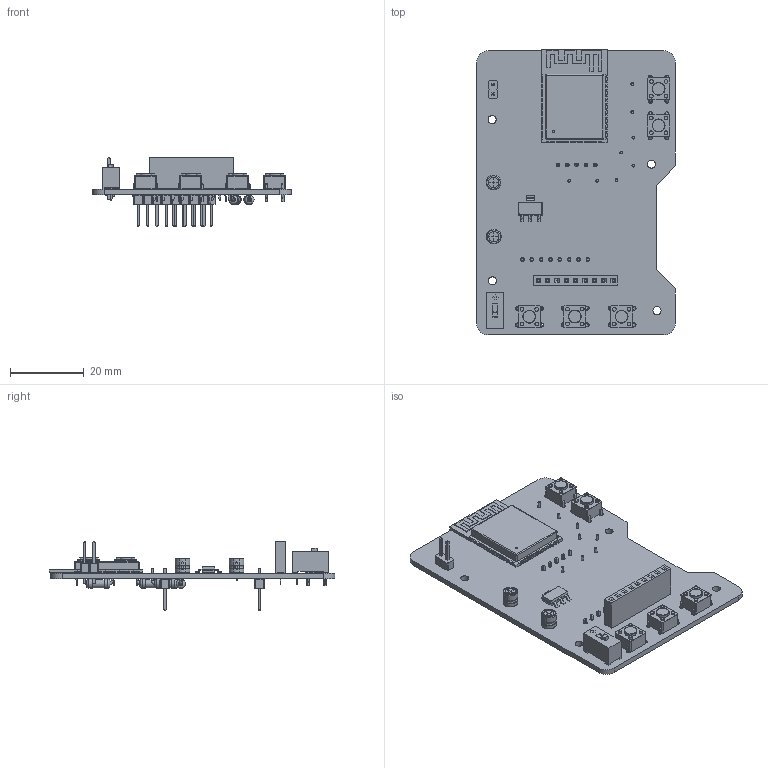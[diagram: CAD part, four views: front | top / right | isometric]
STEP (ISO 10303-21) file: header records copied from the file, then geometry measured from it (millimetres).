
FILE_DESCRIPTION(('KiCad electronic assembly'),'2;1');
FILE_NAME('IRview.step','2025-07-26T16:47:32',('Pcbnew'),('Kicad'), 'Open CASCADE STEP processor 7.9','KiCad to STEP converter','Unknown' );
FILE_SCHEMA(('AUTOMOTIVE_DESIGN { 1 0 10303 214 1 1 1 1 }'));
Length unit declared in the file: millimetre
Products named in the file (13): IRview 1; SW_DIP_SPSTx01_Slide_9.78x4.72mm_W7.62mm_P2.54mm; ESP32-S3-WROOM-1; CP_Radial_D4.0mm_P2.00mm; SW_PUSH_6mm; SW_PUSH_6mm_H4.3mm; SOT-223; PinHeader_1x02_P2.54mm_Vertical; PinSocket_1x09_P2.54mm_Vertical; R_Axial_DIN0207_L6.3mm_D2.5mm_P7.62mm_Horizontal; PinHeader_1x05_P2.54mm_Vertical; PinHeader_1x08_P2.54mm_Vertical; IRview_PCB
Assembly tree (19 placements, depth 2):
  IRview 1
    SW_DIP_SPSTx01_Slide_9.78x4.72mm_W7.62mm_P2.54mm
    ESP32-S3-WROOM-1
    CP_Radial_D4.0mm_P2.00mm  x2
    SW_PUSH_6mm  x3
    SW_PUSH_6mm_H4.3mm  x2
    SOT-223
    PinHeader_1x02_P2.54mm_Vertical
    PinSocket_1x09_P2.54mm_Vertical
    R_Axial_DIN0207_L6.3mm_D2.5mm_P7.62mm_Horizontal  x4
    PinHeader_1x05_P2.54mm_Vertical
    PinHeader_1x08_P2.54mm_Vertical
    IRview_PCB
Bounding box: 54 x 77.65 x 18.76 mm (x, y, z)
Volume: 8950.7 mm3; surface area: 14027.2 mm2
Topology: 70 solids, 72 shells, 2796 faces, 6837 edges, 4289 vertices
Faces by surface type: plane 2293, cylinder 438, torus 25, bspline 24, revolution 12, sphere 4
Full cylindrical faces by diameter (mm): 0.2 x12, 0.3 x4, 0.5 x1, 0.6 x12, 0.8 x10, 1 x44, 1.1 x20, 2.2 x4, 2.25 x4, 2.5 x8, 3.5 x5
Entity records: 87267 total; most frequent: CARTESIAN_POINT 12980, ORIENTED_EDGE 11611, DIRECTION 11128, EDGE_CURVE 5806, LINE 5168, VECTOR 5168, VERTEX_POINT 3631, AXIS2_PLACEMENT_3D 2977
